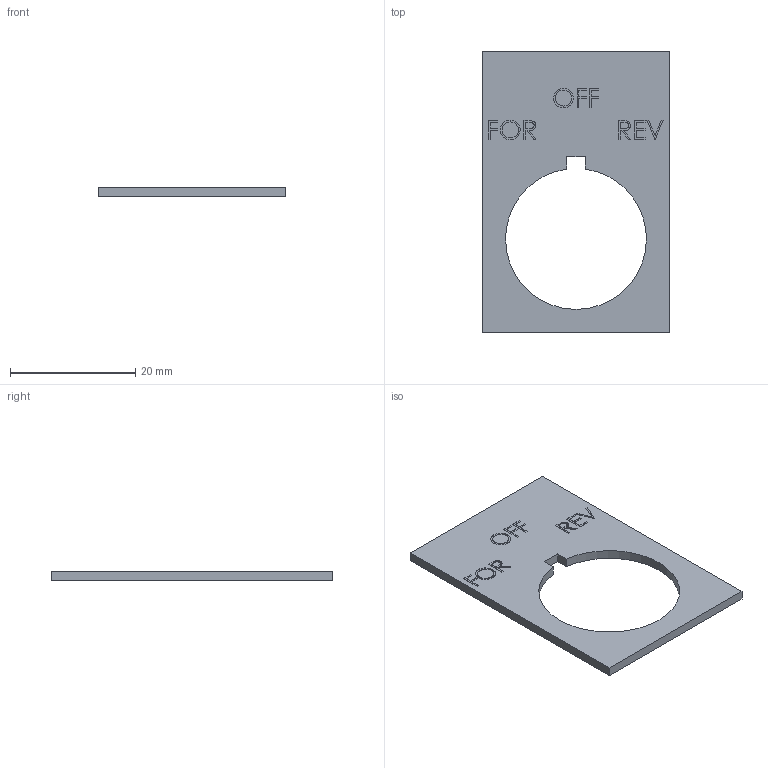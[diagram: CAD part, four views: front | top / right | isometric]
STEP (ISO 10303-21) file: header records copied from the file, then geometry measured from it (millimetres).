
FILE_DESCRIPTION (( 'STEP AP214' ), '1' );
FILE_NAME ('ECX1670-B19.step', '2018-10-09T17:22:58', ( '' ), ( '' ), 'SwSTEP 2.0', 'SolidWorks 2017', '' );
FILE_SCHEMA (( 'AUTOMOTIVE_DESIGN' ));
Length unit declared in the file: inch
Products named in the file (1): ECX1670-B19
Bounding box: 30 x 45 x 1.5 mm (x, y, z)
Volume: 1419.6 mm3; surface area: 2233.6 mm2
Topology: 1 solids, 1 shells, 122 faces, 321 edges, 214 vertices
Faces by surface type: plane 93, bspline 26, cylinder 3
Entity records: 7021 total; most frequent: CARTESIAN_POINT 2748, ORIENTED_EDGE 642, DIRECTION 469, EDGE_CURVE 321, VECTOR 263, LINE 263, VERTEX_POINT 214, EDGE_LOOP 137
